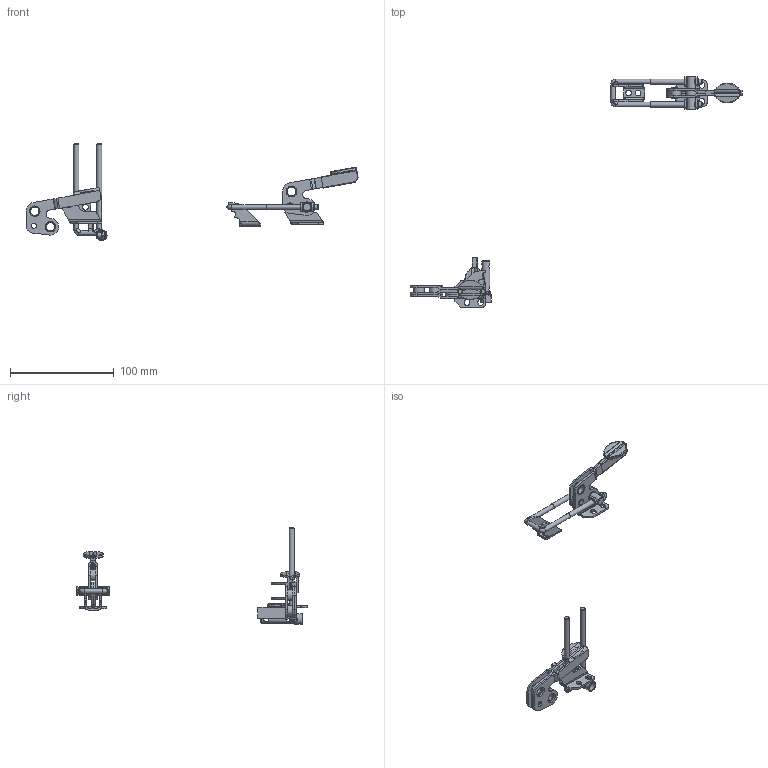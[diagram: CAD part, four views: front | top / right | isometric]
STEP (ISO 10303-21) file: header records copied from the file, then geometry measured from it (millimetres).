
FILE_DESCRIPTION( ( 'Unknown' ), '1' );
FILE_NAME( '410_UPINKA.stp', 'Unknown', ( 'Unknown' ), ( 'Unknown' ), 'PSStep 14.0', 'Unknown', ' ' );
FILE_SCHEMA( ( 'AUTOMOTIVE_DESIGN { 1 0 10303 214 1 1 1 1 }' ) );
Length unit declared in the file: millimetre
Products named in the file (17): Assem1; 410003-M_UPINACI PAKA; 410003_UPINACI PAKA L; 410004_UPINACI PAKA P; 820003_POUZDRO 8x8; 820003_POUZDRO 8x8-oa0; 410001_TELO L; 410002_TELO P; 720611_NYT 5x10; 410005_VRANA; 410007_CEP; 410008_HAK; 800003_MATICE M5_DIN4398; 800003_MATICE M5_DIN4398-oa1; 800003_MATICE M5_DIN4398-oa2; 800003_MATICE M5_DIN4398-oa3; PLAST RUKOJET
Bounding box: 319.44 x 222.31 x 93.1 mm (x, y, z)
Volume: 43186.1 mm3; surface area: 47664.3 mm2
Topology: 34 solids, 34 shells, 866 faces, 2224 edges, 1434 vertices
Faces by surface type: plane 338, cylinder 292, cone 116, bspline 64, torus 48, extrusion 4, sphere 4
Full cylindrical faces by diameter (mm): 4.134 x24, 4.5 x6, 5 x6, 5.05 x10, 5.3 x4, 5.5 x4, 6 x4, 8 x2, 8.02 x6, 10 x12, 10.2 x6
Entity records: 16748 total; most frequent: CARTESIAN_POINT 4606, DIRECTION 1791, ORIENTED_EDGE 1746, EDGE_CURVE 873, AXIS2_PLACEMENT_3D 710, VERTEX_POINT 616, EDGE_LOOP 545, FACE_OUTER_BOUND 443
